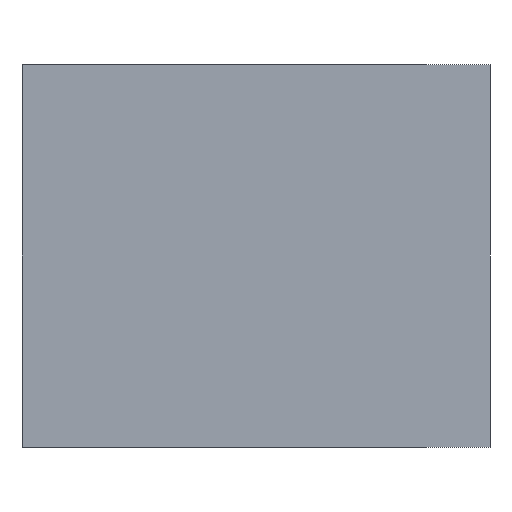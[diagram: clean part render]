
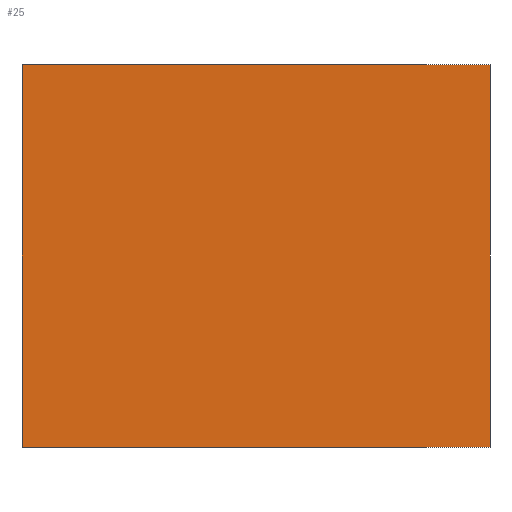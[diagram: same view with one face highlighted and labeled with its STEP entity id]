
A CAD part, front view. The second image highlights one B-rep face of the part: STEP entity #25.
In plain terms, the highlighted planar face has unit normal (0, -1, 0).
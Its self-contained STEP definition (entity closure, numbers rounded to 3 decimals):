
#25=ADVANCED_FACE('',(#37),#207,.T.);
#37=FACE_OUTER_BOUND('',#49,.T.);
#49=EDGE_LOOP('',(#72,#73,#74,#75));
#72=ORIENTED_EDGE('',*,*,#126,.T.);
#73=ORIENTED_EDGE('',*,*,#119,.T.);
#74=ORIENTED_EDGE('',*,*,#127,.F.);
#75=ORIENTED_EDGE('',*,*,#124,.F.);
#119=EDGE_CURVE('',#184,#187,#151,.T.);
#124=EDGE_CURVE('',#190,#191,#156,.T.);
#126=EDGE_CURVE('',#190,#184,#158,.T.);
#127=EDGE_CURVE('',#191,#187,#159,.T.);
#151=B_SPLINE_CURVE_WITH_KNOTS('',1,(#369,#370),.UNSPECIFIED.,.F.,.F.,(2,
2),(0.,90.),.UNSPECIFIED.);
#156=B_SPLINE_CURVE_WITH_KNOTS('',1,(#379,#380),.UNSPECIFIED.,.F.,.F.,(2,
2),(0.,90.),.UNSPECIFIED.);
#158=B_SPLINE_CURVE_WITH_KNOTS('',1,(#383,#384),.UNSPECIFIED.,.F.,.F.,(2,
2),(610.,720.),.UNSPECIFIED.);
#159=B_SPLINE_CURVE_WITH_KNOTS('',1,(#385,#386),.UNSPECIFIED.,.F.,.F.,(2,
2),(610.,720.),.UNSPECIFIED.);
#184=VERTEX_POINT('',#351);
#187=VERTEX_POINT('',#354);
#190=VERTEX_POINT('',#357);
#191=VERTEX_POINT('',#358);
#207=PLANE('',#307);
#307=AXIS2_PLACEMENT_3D('',#340,#323,$);
#323=DIRECTION('',(0.,-1.,0.));
#340=CARTESIAN_POINT('',(15.499,-1540.816,8.7));
#351=CARTESIAN_POINT('',(125.499,-1540.816,8.7));
#354=CARTESIAN_POINT('',(125.499,-1540.816,98.7));
#357=CARTESIAN_POINT('',(15.499,-1540.816,8.7));
#358=CARTESIAN_POINT('',(15.499,-1540.816,98.7));
#369=CARTESIAN_POINT('',(125.499,-1540.816,8.7));
#370=CARTESIAN_POINT('',(125.499,-1540.816,98.7));
#379=CARTESIAN_POINT('',(15.499,-1540.816,8.7));
#380=CARTESIAN_POINT('',(15.499,-1540.816,98.7));
#383=CARTESIAN_POINT('',(15.499,-1540.816,8.7));
#384=CARTESIAN_POINT('',(125.499,-1540.816,8.7));
#385=CARTESIAN_POINT('',(15.499,-1540.816,98.7));
#386=CARTESIAN_POINT('',(125.499,-1540.816,98.7));
